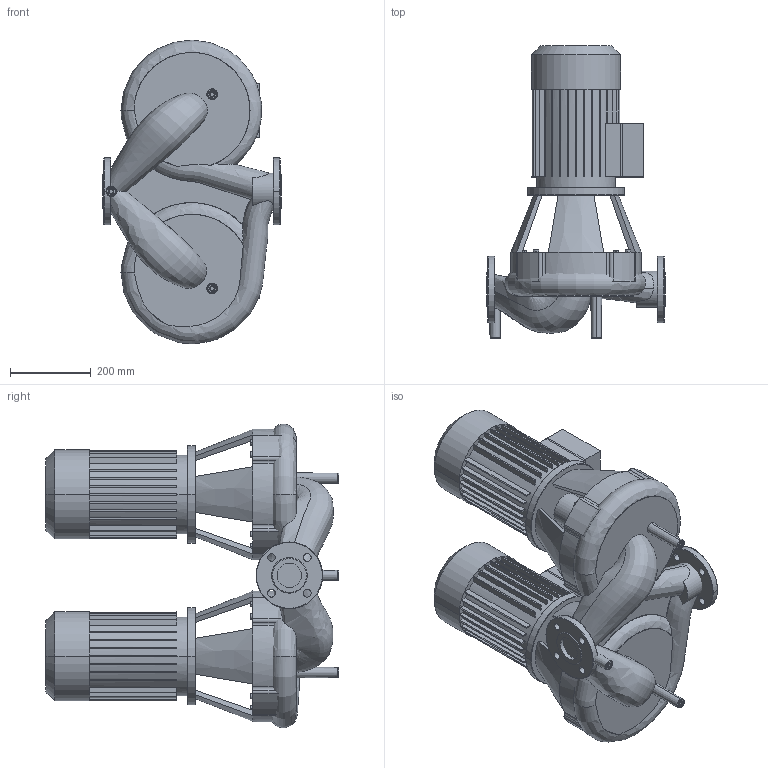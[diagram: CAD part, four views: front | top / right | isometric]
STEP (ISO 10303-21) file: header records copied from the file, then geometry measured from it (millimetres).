
FILE_DESCRIPTION((''),'2;1');
FILE_NAME('3d_DL50_260-3_4-2120950.stp','2016-05-24T12:34:44',(''),(''),'Mechanical Desktop 2009','Mechanical Desktop 2009',', , ');
FILE_SCHEMA(('CONFIG_CONTROL_DESIGN'));
Length unit declared in the file: millimetre
Products named in the file (1): Product
Bounding box: 440 x 725.5 x 750.91 mm (x, y, z)
Volume: 60829790.9 mm3; surface area: 2877186.6 mm2
Topology: 17 solids, 17 shells, 675 faces, 1841 edges, 1221 vertices
Faces by surface type: bspline 238, plane 235, cylinder 167, cone 19, torus 16
Full cylindrical faces by diameter (mm): 90.3 x1
Entity records: 40157 total; most frequent: CARTESIAN_POINT 23441, ORIENTED_EDGE 3672, DIRECTION 3132, EDGE_CURVE 1836, VERTEX_POINT 1218, AXIS2_PLACEMENT_3D 1053, VECTOR 1026, LINE 1026
